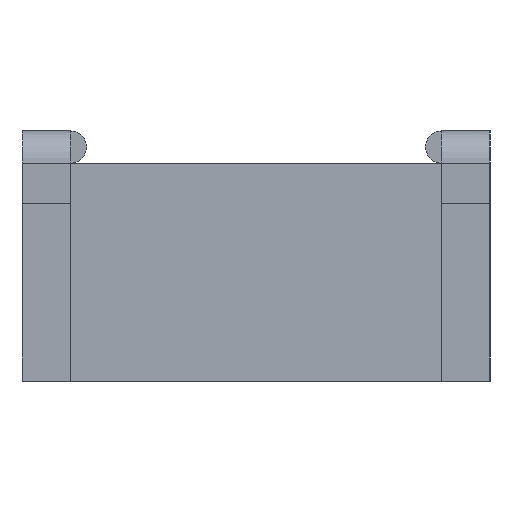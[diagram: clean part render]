
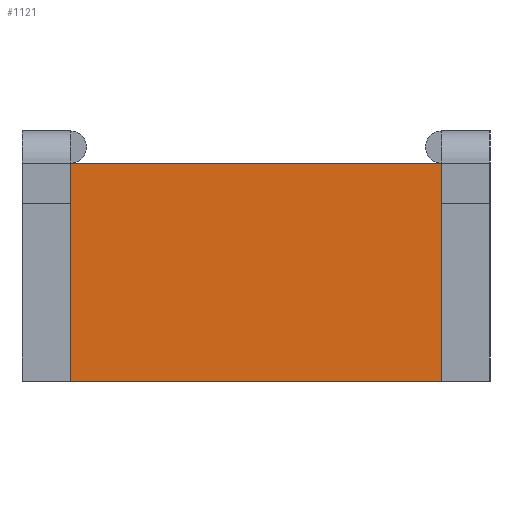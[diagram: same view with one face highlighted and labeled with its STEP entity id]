
A CAD part, left-side view. The second image highlights one B-rep face of the part: STEP entity #1121.
In plain terms, the highlighted planar face has unit normal (-1, 0, 0).
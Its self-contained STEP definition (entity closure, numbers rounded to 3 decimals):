
#74=FACE_OUTER_BOUND('',#151,.T.);
#151=EDGE_LOOP('',(#775,#776,#777,#778));
#236=LINE('',#1666,#371);
#238=LINE('',#1670,#373);
#241=LINE('',#1676,#376);
#242=LINE('',#1677,#377);
#371=VECTOR('',#1339,10.);
#373=VECTOR('',#1343,10.);
#376=VECTOR('',#1348,10.);
#377=VECTOR('',#1349,10.);
#502=VERTEX_POINT('',#1663);
#503=VERTEX_POINT('',#1665);
#504=VERTEX_POINT('',#1669);
#506=VERTEX_POINT('',#1675);
#606=EDGE_CURVE('',#503,#502,#236,.T.);
#608=EDGE_CURVE('',#503,#504,#238,.T.);
#611=EDGE_CURVE('',#506,#502,#241,.F.);
#612=EDGE_CURVE('',#506,#504,#242,.T.);
#775=ORIENTED_EDGE('',*,*,#606,.T.);
#776=ORIENTED_EDGE('',*,*,#611,.F.);
#777=ORIENTED_EDGE('',*,*,#612,.T.);
#778=ORIENTED_EDGE('',*,*,#608,.F.);
#1053=PLANE('',#1224);
#1121=ADVANCED_FACE('',(#74),#1053,.F.);
#1224=AXIS2_PLACEMENT_3D('',#1674,#1346,#1347);
#1339=DIRECTION('',(0.,0.,1.));
#1343=DIRECTION('',(0.,1.,0.));
#1346=DIRECTION('center_axis',(1.,0.,0.));
#1347=DIRECTION('ref_axis',(0.,0.,-1.));
#1348=DIRECTION('',(0.,1.,0.));
#1349=DIRECTION('',(0.,0.,-1.));
#1663=CARTESIAN_POINT('',(0.,1.2,5.4));
#1665=CARTESIAN_POINT('',(0.,1.2,0.));
#1666=CARTESIAN_POINT('',(0.,1.2,2.2));
#1669=CARTESIAN_POINT('',(0.,10.4,0.));
#1670=CARTESIAN_POINT('',(0.,5.8,0.));
#1674=CARTESIAN_POINT('Origin',(0.,5.8,2.2));
#1675=CARTESIAN_POINT('',(0.,10.4,5.4));
#1676=CARTESIAN_POINT('',(0.,5.8,5.4));
#1677=CARTESIAN_POINT('',(0.,10.4,2.2));
